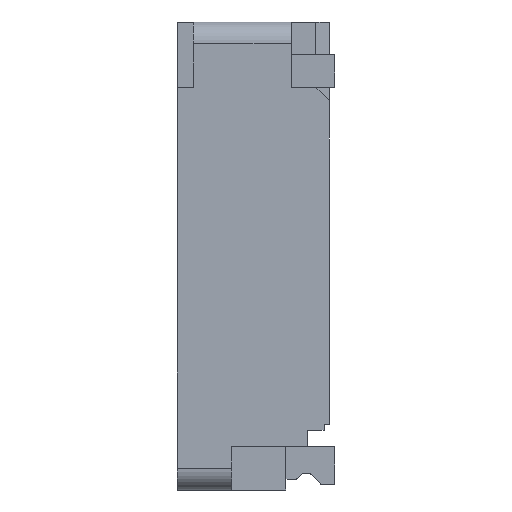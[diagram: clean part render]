
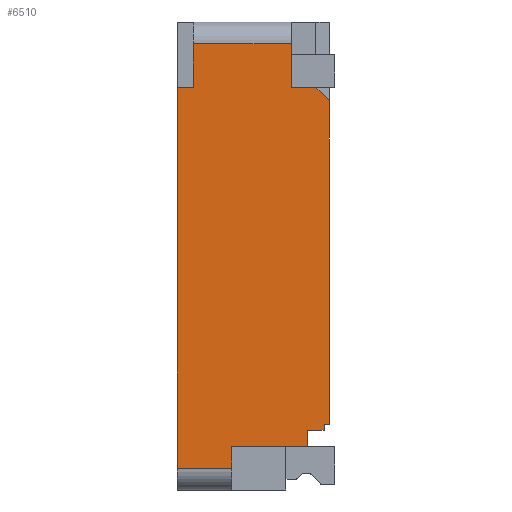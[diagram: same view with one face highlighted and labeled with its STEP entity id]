
A CAD part, left-side view. The second image highlights one B-rep face of the part: STEP entity #6510.
In plain terms, the highlighted planar face has unit normal (-1, 0, 0).
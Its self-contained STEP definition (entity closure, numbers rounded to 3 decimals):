
#57 = CARTESIAN_POINT ( 'NONE',  ( -2.7, 0.4, 0.25 ) ) ;
#101 = LINE ( 'NONE', #4150, #6454 ) ;
#108 = DIRECTION ( 'NONE',  ( 0., 0., 1. ) ) ;
#123 = EDGE_CURVE ( 'NONE', #7248, #1985, #2206, .T. ) ;
#315 = VECTOR ( 'NONE', #4860, 1000. ) ;
#333 = DIRECTION ( 'NONE',  ( 0., 0., 1. ) ) ;
#335 = VECTOR ( 'NONE', #2529, 1000. ) ;
#349 = VECTOR ( 'NONE', #858, 1000. ) ;
#354 = EDGE_CURVE ( 'NONE', #6314, #1854, #7693, .T. ) ;
#356 = CARTESIAN_POINT ( 'NONE',  ( -2.7, 0.95, -3.45 ) ) ;
#439 = VERTEX_POINT ( 'NONE', #2419 ) ;
#637 = CARTESIAN_POINT ( 'NONE',  ( -2.7, 0.05, -3.25 ) ) ;
#694 = DIRECTION ( 'NONE',  ( 0., -1., 0. ) ) ;
#702 = EDGE_CURVE ( 'NONE', #920, #1854, #5408, .T. ) ;
#743 = VECTOR ( 'NONE', #8052, 1000. ) ;
#753 = DIRECTION ( 'NONE',  ( 0., -1., 0. ) ) ;
#761 = CARTESIAN_POINT ( 'NONE',  ( -2.7, 0.25, -3.3 ) ) ;
#817 = EDGE_CURVE ( 'NONE', #5230, #6683, #8004, .T. ) ;
#834 = CARTESIAN_POINT ( 'NONE',  ( -2.7, 0.05, -0.15 ) ) ;
#853 = EDGE_CURVE ( 'NONE', #7725, #1749, #101, .T. ) ;
#858 = DIRECTION ( 'NONE',  ( 0., 0., 1. ) ) ;
#859 = ORIENTED_EDGE ( 'NONE', *, *, #5445, .T. ) ;
#910 = CARTESIAN_POINT ( 'NONE',  ( -2.7, 1.45, -3.65 ) ) ;
#920 = VERTEX_POINT ( 'NONE', #4936 ) ;
#972 = CARTESIAN_POINT ( 'NONE',  ( -2.7, 0.175, -0.15 ) ) ;
#1195 = LINE ( 'NONE', #7413, #349 ) ;
#1346 = ORIENTED_EDGE ( 'NONE', *, *, #8294, .T. ) ;
#1350 = VECTOR ( 'NONE', #6129, 1000. ) ;
#1398 = DIRECTION ( 'NONE',  ( 1., 0., 0. ) ) ;
#1410 = VERTEX_POINT ( 'NONE', #910 ) ;
#1437 = CARTESIAN_POINT ( 'NONE',  ( -2.7, 1.45, -3.65 ) ) ;
#1487 = VECTOR ( 'NONE', #694, 1000. ) ;
#1613 = EDGE_CURVE ( 'NONE', #1985, #6314, #3849, .T. ) ;
#1746 = CARTESIAN_POINT ( 'NONE',  ( -2.7, 1.45, 0.25 ) ) ;
#1749 = VERTEX_POINT ( 'NONE', #4095 ) ;
#1816 = LINE ( 'NONE', #1746, #2646 ) ;
#1854 = VERTEX_POINT ( 'NONE', #972 ) ;
#1985 = VERTEX_POINT ( 'NONE', #6911 ) ;
#2206 = LINE ( 'NONE', #637, #1487 ) ;
#2260 = CARTESIAN_POINT ( 'NONE',  ( -2.7, 1.45, -0.15 ) ) ;
#2296 = CARTESIAN_POINT ( 'NONE',  ( -2.7, 0.1, -3.25 ) ) ;
#2419 = CARTESIAN_POINT ( 'NONE',  ( -2.7, 1.3, 0.25 ) ) ;
#2529 = DIRECTION ( 'NONE',  ( 0., 0., 1. ) ) ;
#2646 = VECTOR ( 'NONE', #3007, 1000. ) ;
#2653 = DIRECTION ( 'NONE',  ( 0., 0., 1. ) ) ;
#2738 = CARTESIAN_POINT ( 'NONE',  ( -2.7, 1.45, 0.25 ) ) ;
#2872 = CARTESIAN_POINT ( 'NONE',  ( -2.7, 0.1, -3.3 ) ) ;
#2967 = VERTEX_POINT ( 'NONE', #7265 ) ;
#2998 = ORIENTED_EDGE ( 'NONE', *, *, #5097, .T. ) ;
#3007 = DIRECTION ( 'NONE',  ( 0., 0., 1. ) ) ;
#3058 = CARTESIAN_POINT ( 'NONE',  ( -2.7, 0.25, -3.45 ) ) ;
#3321 = ORIENTED_EDGE ( 'NONE', *, *, #853, .F. ) ;
#3383 = LINE ( 'NONE', #2872, #7201 ) ;
#3424 = DIRECTION ( 'NONE',  ( 0., 0., -1. ) ) ;
#3460 = CARTESIAN_POINT ( 'NONE',  ( -2.7, 0.25, -3.45 ) ) ;
#3514 = CARTESIAN_POINT ( 'NONE',  ( -2.7, 0.175, -0.15 ) ) ;
#3557 = LINE ( 'NONE', #2738, #7172 ) ;
#3579 = LINE ( 'NONE', #4427, #335 ) ;
#3617 = EDGE_CURVE ( 'NONE', #6174, #8298, #4328, .T. ) ;
#3631 = CARTESIAN_POINT ( 'NONE',  ( -2.7, 0.95, -3.65 ) ) ;
#3746 = ORIENTED_EDGE ( 'NONE', *, *, #5940, .T. ) ;
#3849 = LINE ( 'NONE', #8570, #6321 ) ;
#4042 = DIRECTION ( 'NONE',  ( 0., 0., -1. ) ) ;
#4095 = CARTESIAN_POINT ( 'NONE',  ( -2.7, 1.3, -0.15 ) ) ;
#4150 = CARTESIAN_POINT ( 'NONE',  ( -2.7, 1.3, -0.15 ) ) ;
#4318 = VERTEX_POINT ( 'NONE', #57 ) ;
#4328 = LINE ( 'NONE', #761, #7539 ) ;
#4427 = CARTESIAN_POINT ( 'NONE',  ( -2.7, 1.3, -0.15 ) ) ;
#4615 = FACE_OUTER_BOUND ( 'NONE', #4849, .T. ) ;
#4663 = DIRECTION ( 'NONE',  ( 0., -1., 0. ) ) ;
#4710 = CARTESIAN_POINT ( 'NONE',  ( -2.7, 1.45, 0.25 ) ) ;
#4775 = PLANE ( 'NONE',  #7571 ) ;
#4831 = DIRECTION ( 'NONE',  ( 0., -1., 0. ) ) ;
#4849 = EDGE_LOOP ( 'NONE', ( #8607, #1346, #5223, #3746, #2998, #7917, #6763, #6261, #8237, #859, #8181, #7585, #3321, #5101, #5457 ) ) ;
#4860 = DIRECTION ( 'NONE',  ( 0., 0.707, 0.707 ) ) ;
#4936 = CARTESIAN_POINT ( 'NONE',  ( -2.7, 0.4, -0.15 ) ) ;
#5097 = EDGE_CURVE ( 'NONE', #2967, #7248, #7116, .T. ) ;
#5101 = ORIENTED_EDGE ( 'NONE', *, *, #6140, .F. ) ;
#5147 = CARTESIAN_POINT ( 'NONE',  ( -2.7, 0.05, -0.275 ) ) ;
#5223 = ORIENTED_EDGE ( 'NONE', *, *, #3617, .T. ) ;
#5230 = VERTEX_POINT ( 'NONE', #356 ) ;
#5408 = LINE ( 'NONE', #834, #743 ) ;
#5445 = EDGE_CURVE ( 'NONE', #920, #4318, #1195, .T. ) ;
#5457 = ORIENTED_EDGE ( 'NONE', *, *, #7254, .T. ) ;
#5940 = EDGE_CURVE ( 'NONE', #8298, #2967, #3383, .T. ) ;
#6129 = DIRECTION ( 'NONE',  ( 0., -1., 0. ) ) ;
#6140 = EDGE_CURVE ( 'NONE', #1410, #7725, #1816, .T. ) ;
#6174 = VERTEX_POINT ( 'NONE', #3058 ) ;
#6240 = VECTOR ( 'NONE', #3424, 1000. ) ;
#6261 = ORIENTED_EDGE ( 'NONE', *, *, #354, .T. ) ;
#6314 = VERTEX_POINT ( 'NONE', #5147 ) ;
#6321 = VECTOR ( 'NONE', #2653, 1000. ) ;
#6350 = EDGE_CURVE ( 'NONE', #1749, #439, #3579, .T. ) ;
#6454 = VECTOR ( 'NONE', #4831, 1000. ) ;
#6510 = ADVANCED_FACE ( 'NONE', ( #4615 ), #4775, .F. ) ;
#6683 = VERTEX_POINT ( 'NONE', #3631 ) ;
#6763 = ORIENTED_EDGE ( 'NONE', *, *, #1613, .T. ) ;
#6910 = VECTOR ( 'NONE', #333, 1000. ) ;
#6911 = CARTESIAN_POINT ( 'NONE',  ( -2.7, 0.05, -3.25 ) ) ;
#7116 = LINE ( 'NONE', #2296, #6910 ) ;
#7172 = VECTOR ( 'NONE', #753, 1000. ) ;
#7201 = VECTOR ( 'NONE', #8147, 1000. ) ;
#7248 = VERTEX_POINT ( 'NONE', #7307 ) ;
#7254 = EDGE_CURVE ( 'NONE', #1410, #6683, #7378, .T. ) ;
#7256 = LINE ( 'NONE', #3460, #1350 ) ;
#7265 = CARTESIAN_POINT ( 'NONE',  ( -2.7, 0.1, -3.3 ) ) ;
#7307 = CARTESIAN_POINT ( 'NONE',  ( -2.7, 0.1, -3.25 ) ) ;
#7378 = LINE ( 'NONE', #1437, #7493 ) ;
#7413 = CARTESIAN_POINT ( 'NONE',  ( -2.7, 0.4, -0.15 ) ) ;
#7448 = CARTESIAN_POINT ( 'NONE',  ( -2.7, 0.95, -3.85 ) ) ;
#7493 = VECTOR ( 'NONE', #4663, 1000. ) ;
#7515 = CARTESIAN_POINT ( 'NONE',  ( -2.7, 0.25, -3.3 ) ) ;
#7539 = VECTOR ( 'NONE', #108, 1000. ) ;
#7571 = AXIS2_PLACEMENT_3D ( 'NONE', #4710, #1398, #4042 ) ;
#7585 = ORIENTED_EDGE ( 'NONE', *, *, #6350, .F. ) ;
#7632 = EDGE_CURVE ( 'NONE', #439, #4318, #3557, .T. ) ;
#7693 = LINE ( 'NONE', #3514, #315 ) ;
#7725 = VERTEX_POINT ( 'NONE', #2260 ) ;
#7917 = ORIENTED_EDGE ( 'NONE', *, *, #123, .T. ) ;
#8004 = LINE ( 'NONE', #7448, #6240 ) ;
#8052 = DIRECTION ( 'NONE',  ( 0., -1., 0. ) ) ;
#8147 = DIRECTION ( 'NONE',  ( 0., -1., 0. ) ) ;
#8181 = ORIENTED_EDGE ( 'NONE', *, *, #7632, .F. ) ;
#8237 = ORIENTED_EDGE ( 'NONE', *, *, #702, .F. ) ;
#8294 = EDGE_CURVE ( 'NONE', #5230, #6174, #7256, .T. ) ;
#8298 = VERTEX_POINT ( 'NONE', #7515 ) ;
#8570 = CARTESIAN_POINT ( 'NONE',  ( -2.7, 0.05, 0.25 ) ) ;
#8607 = ORIENTED_EDGE ( 'NONE', *, *, #817, .F. ) ;
